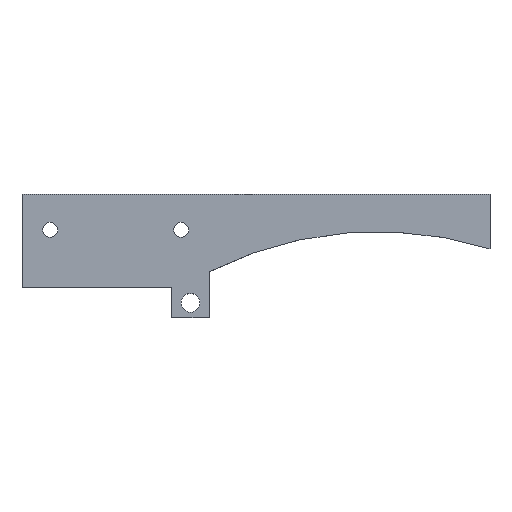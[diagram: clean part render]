
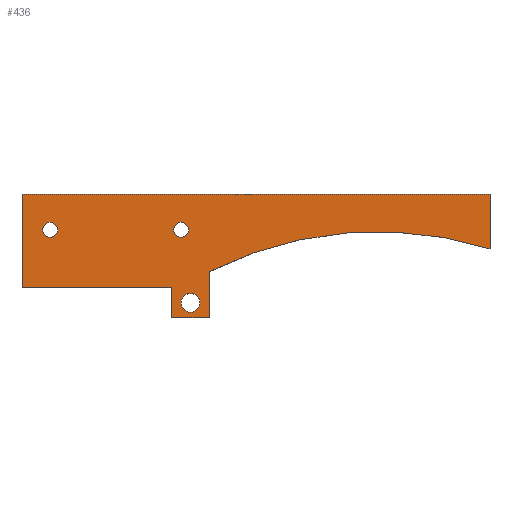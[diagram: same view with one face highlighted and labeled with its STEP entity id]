
A CAD part, top view. The second image highlights one B-rep face of the part: STEP entity #436.
In plain terms, the highlighted planar face has unit normal (0, 0, 1).
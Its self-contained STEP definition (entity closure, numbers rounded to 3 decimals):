
#7 = CARTESIAN_POINT ( 'NONE',  ( 25., -20.5, 4. ) ) ;
#17 = EDGE_LOOP ( 'NONE', ( #433, #18, #513, #68, #250, #489, #494, #471 ) ) ;
#18 = ORIENTED_EDGE ( 'NONE', *, *, #419, .T. ) ;
#23 = DIRECTION ( 'NONE',  ( 0., 0., 1. ) ) ;
#24 = VECTOR ( 'NONE', #178, 1000. ) ;
#29 = CIRCLE ( 'NONE', #367, 2. ) ;
#31 = CARTESIAN_POINT ( 'NONE',  ( 22.5, -16.5, 4. ) ) ;
#32 = DIRECTION ( 'NONE',  ( 1., 0., 0. ) ) ;
#35 = CARTESIAN_POINT ( 'NONE',  ( 15., -20.5, 4. ) ) ;
#44 = EDGE_CURVE ( 'NONE', #64, #566, #129, .T. ) ;
#45 = EDGE_LOOP ( 'NONE', ( #241, #80 ) ) ;
#47 = LINE ( 'NONE', #231, #328 ) ;
#54 = LINE ( 'NONE', #552, #337 ) ;
#60 = EDGE_CURVE ( 'NONE', #251, #390, #427, .T. ) ;
#64 = VERTEX_POINT ( 'NONE', #500 ) ;
#65 = VERTEX_POINT ( 'NONE', #369 ) ;
#68 = ORIENTED_EDGE ( 'NONE', *, *, #468, .F. ) ;
#70 = CARTESIAN_POINT ( 'NONE',  ( -19.5, 2.975, 4. ) ) ;
#80 = ORIENTED_EDGE ( 'NONE', *, *, #557, .F. ) ;
#81 = DIRECTION ( 'NONE',  ( 1., 0., 0. ) ) ;
#87 = CARTESIAN_POINT ( 'NONE',  ( 20., -16.5, 4. ) ) ;
#89 = DIRECTION ( 'NONE',  ( 0., 0., 1. ) ) ;
#93 = LINE ( 'NONE', #462, #24 ) ;
#105 = VERTEX_POINT ( 'NONE', #269 ) ;
#106 = ORIENTED_EDGE ( 'NONE', *, *, #60, .F. ) ;
#111 = DIRECTION ( 'NONE',  ( 1., 0., 0. ) ) ;
#115 = CARTESIAN_POINT ( 'NONE',  ( 15., 0., 4. ) ) ;
#117 = EDGE_CURVE ( 'NONE', #65, #288, #93, .T. ) ;
#124 = CIRCLE ( 'NONE', #538, 2.5 ) ;
#128 = EDGE_CURVE ( 'NONE', #105, #399, #54, .T. ) ;
#129 = CIRCLE ( 'NONE', #466, 2.5 ) ;
#139 = AXIS2_PLACEMENT_3D ( 'NONE', #569, #23, #111 ) ;
#142 = DIRECTION ( 'NONE',  ( 1., 0., 0. ) ) ;
#154 = EDGE_LOOP ( 'NONE', ( #563, #521 ) ) ;
#160 = DIRECTION ( 'NONE',  ( 0., 1., 0. ) ) ;
#162 = CIRCLE ( 'NONE', #195, 100. ) ;
#164 = VERTEX_POINT ( 'NONE', #7 ) ;
#166 = CARTESIAN_POINT ( 'NONE',  ( -17.5, 2.975, 4. ) ) ;
#167 = CARTESIAN_POINT ( 'NONE',  ( -17.5, 2.975, 4. ) ) ;
#171 = VERTEX_POINT ( 'NONE', #441 ) ;
#172 = CARTESIAN_POINT ( 'NONE',  ( 0., 0., 4. ) ) ;
#173 = CARTESIAN_POINT ( 'NONE',  ( 25., -8.197, 4. ) ) ;
#178 = DIRECTION ( 'NONE',  ( 1., 0., 0. ) ) ;
#180 = AXIS2_PLACEMENT_3D ( 'NONE', #167, #535, #142 ) ;
#195 = AXIS2_PLACEMENT_3D ( 'NONE', #391, #529, #378 ) ;
#208 = CARTESIAN_POINT ( 'NONE',  ( 15.5, 2.975, 4. ) ) ;
#214 = VECTOR ( 'NONE', #490, 1000. ) ;
#215 = DIRECTION ( 'NONE',  ( 0., -1., 0. ) ) ;
#223 = ORIENTED_EDGE ( 'NONE', *, *, #236, .F. ) ;
#229 = DIRECTION ( 'NONE',  ( 0., 0., 1. ) ) ;
#231 = CARTESIAN_POINT ( 'NONE',  ( 0., -20.5, 4. ) ) ;
#234 = FACE_BOUND ( 'NONE', #45, .T. ) ;
#236 = EDGE_CURVE ( 'NONE', #390, #251, #248, .T. ) ;
#241 = ORIENTED_EDGE ( 'NONE', *, *, #44, .F. ) ;
#248 = CIRCLE ( 'NONE', #292, 2. ) ;
#250 = ORIENTED_EDGE ( 'NONE', *, *, #128, .F. ) ;
#251 = VERTEX_POINT ( 'NONE', #70 ) ;
#252 = DIRECTION ( 'NONE',  ( 0., 0., 1. ) ) ;
#262 = FACE_BOUND ( 'NONE', #154, .T. ) ;
#265 = FACE_OUTER_BOUND ( 'NONE', #17, .T. ) ;
#269 = CARTESIAN_POINT ( 'NONE',  ( 100., 12.5, 4. ) ) ;
#271 = CIRCLE ( 'NONE', #139, 2. ) ;
#285 = VECTOR ( 'NONE', #215, 1000. ) ;
#286 = VERTEX_POINT ( 'NONE', #173 ) ;
#288 = VERTEX_POINT ( 'NONE', #353 ) ;
#292 = AXIS2_PLACEMENT_3D ( 'NONE', #166, #577, #32 ) ;
#294 = LINE ( 'NONE', #115, #525 ) ;
#296 = VERTEX_POINT ( 'NONE', #208 ) ;
#306 = FACE_BOUND ( 'NONE', #331, .T. ) ;
#312 = EDGE_CURVE ( 'NONE', #296, #340, #271, .T. ) ;
#328 = VECTOR ( 'NONE', #590, 1000. ) ;
#331 = EDGE_LOOP ( 'NONE', ( #106, #223 ) ) ;
#337 = VECTOR ( 'NONE', #509, 1000. ) ;
#340 = VERTEX_POINT ( 'NONE', #397 ) ;
#344 = VERTEX_POINT ( 'NONE', #35 ) ;
#349 = CARTESIAN_POINT ( 'NONE',  ( -25., 0., 4. ) ) ;
#353 = CARTESIAN_POINT ( 'NONE',  ( 15., -12.5, 4. ) ) ;
#367 = AXIS2_PLACEMENT_3D ( 'NONE', #495, #89, #408 ) ;
#369 = CARTESIAN_POINT ( 'NONE',  ( -25., -12.5, 4. ) ) ;
#372 = EDGE_CURVE ( 'NONE', #340, #296, #29, .T. ) ;
#378 = DIRECTION ( 'NONE',  ( 1., 0., 0. ) ) ;
#390 = VERTEX_POINT ( 'NONE', #443 ) ;
#391 = CARTESIAN_POINT ( 'NONE',  ( 70., -97.5, 4. ) ) ;
#394 = LINE ( 'NONE', #349, #214 ) ;
#397 = CARTESIAN_POINT ( 'NONE',  ( 19.5, 2.975, 4. ) ) ;
#399 = VERTEX_POINT ( 'NONE', #505 ) ;
#408 = DIRECTION ( 'NONE',  ( 1., 0., 0. ) ) ;
#414 = AXIS2_PLACEMENT_3D ( 'NONE', #172, #586, #81 ) ;
#419 = EDGE_CURVE ( 'NONE', #344, #164, #47, .T. ) ;
#427 = CIRCLE ( 'NONE', #180, 2. ) ;
#431 = LINE ( 'NONE', #536, #504 ) ;
#433 = ORIENTED_EDGE ( 'NONE', *, *, #492, .F. ) ;
#434 = LINE ( 'NONE', #580, #285 ) ;
#436 = ADVANCED_FACE ( 'NONE', ( #265, #262, #306, #234 ), #550, .T. ) ;
#441 = CARTESIAN_POINT ( 'NONE',  ( -25., 12.5, 4. ) ) ;
#443 = CARTESIAN_POINT ( 'NONE',  ( -15.5, 2.975, 4. ) ) ;
#446 = DIRECTION ( 'NONE',  ( 1., 0., 0. ) ) ;
#462 = CARTESIAN_POINT ( 'NONE',  ( 0., -12.5, 4. ) ) ;
#466 = AXIS2_PLACEMENT_3D ( 'NONE', #87, #229, #446 ) ;
#468 = EDGE_CURVE ( 'NONE', #399, #286, #162, .T. ) ;
#471 = ORIENTED_EDGE ( 'NONE', *, *, #117, .T. ) ;
#486 = CARTESIAN_POINT ( 'NONE',  ( 20., -16.5, 4. ) ) ;
#489 = ORIENTED_EDGE ( 'NONE', *, *, #501, .F. ) ;
#490 = DIRECTION ( 'NONE',  ( 0., 1., 0. ) ) ;
#492 = EDGE_CURVE ( 'NONE', #344, #288, #294, .T. ) ;
#494 = ORIENTED_EDGE ( 'NONE', *, *, #578, .F. ) ;
#495 = CARTESIAN_POINT ( 'NONE',  ( 17.5, 2.975, 4. ) ) ;
#497 = EDGE_CURVE ( 'NONE', #286, #164, #434, .T. ) ;
#500 = CARTESIAN_POINT ( 'NONE',  ( 17.5, -16.5, 4. ) ) ;
#501 = EDGE_CURVE ( 'NONE', #171, #105, #431, .T. ) ;
#504 = VECTOR ( 'NONE', #565, 1000. ) ;
#505 = CARTESIAN_POINT ( 'NONE',  ( 100., -2.106, 4. ) ) ;
#509 = DIRECTION ( 'NONE',  ( 0., -1., 0. ) ) ;
#513 = ORIENTED_EDGE ( 'NONE', *, *, #497, .F. ) ;
#521 = ORIENTED_EDGE ( 'NONE', *, *, #372, .F. ) ;
#522 = DIRECTION ( 'NONE',  ( 1., 0., 0. ) ) ;
#525 = VECTOR ( 'NONE', #160, 1000. ) ;
#529 = DIRECTION ( 'NONE',  ( 0., 0., 1. ) ) ;
#535 = DIRECTION ( 'NONE',  ( 0., 0., 1. ) ) ;
#536 = CARTESIAN_POINT ( 'NONE',  ( 0., 12.5, 4. ) ) ;
#538 = AXIS2_PLACEMENT_3D ( 'NONE', #486, #252, #522 ) ;
#550 = PLANE ( 'NONE',  #414 ) ;
#552 = CARTESIAN_POINT ( 'NONE',  ( 100., 0., 4. ) ) ;
#557 = EDGE_CURVE ( 'NONE', #566, #64, #124, .T. ) ;
#563 = ORIENTED_EDGE ( 'NONE', *, *, #312, .F. ) ;
#565 = DIRECTION ( 'NONE',  ( 1., 0., 0. ) ) ;
#566 = VERTEX_POINT ( 'NONE', #31 ) ;
#569 = CARTESIAN_POINT ( 'NONE',  ( 17.5, 2.975, 4. ) ) ;
#577 = DIRECTION ( 'NONE',  ( 0., 0., 1. ) ) ;
#578 = EDGE_CURVE ( 'NONE', #65, #171, #394, .T. ) ;
#580 = CARTESIAN_POINT ( 'NONE',  ( 25., 0., 4. ) ) ;
#586 = DIRECTION ( 'NONE',  ( 0., 0., 1. ) ) ;
#590 = DIRECTION ( 'NONE',  ( 1., 0., 0. ) ) ;
